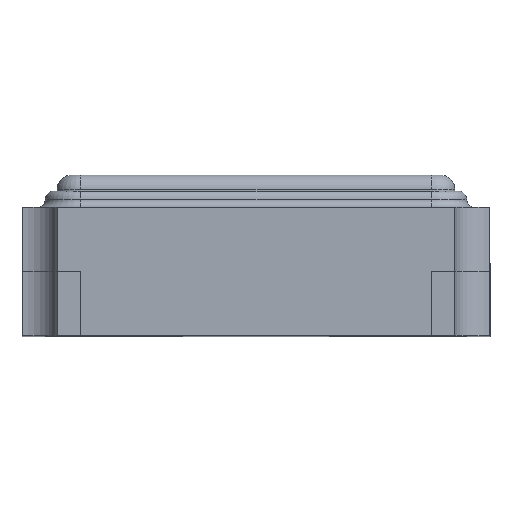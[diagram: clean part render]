
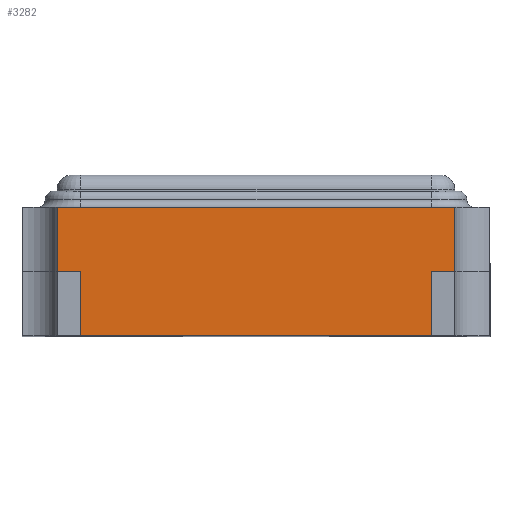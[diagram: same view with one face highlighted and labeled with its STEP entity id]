
A CAD part, top view. The second image highlights one B-rep face of the part: STEP entity #3282.
In plain terms, the highlighted planar face has unit normal (0, 0, 1).
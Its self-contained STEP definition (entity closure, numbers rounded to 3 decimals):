
#302 = VERTEX_POINT ( 'NONE', #2150 ) ;
#311 = VERTEX_POINT ( 'NONE', #1475 ) ;
#428 = ORIENTED_EDGE ( 'NONE', *, *, #891, .F. ) ;
#490 = DIRECTION ( 'NONE',  ( -1., 0., 0. ) ) ;
#599 = DIRECTION ( 'NONE',  ( 0., 1., 0. ) ) ;
#618 = CARTESIAN_POINT ( 'NONE',  ( 0.68, 0.44, 1. ) ) ;
#620 = ORIENTED_EDGE ( 'NONE', *, *, #1902, .F. ) ;
#658 = DIRECTION ( 'NONE',  ( -1., 0., 0. ) ) ;
#675 = LINE ( 'NONE', #3051, #2366 ) ;
#760 = VERTEX_POINT ( 'NONE', #1300 ) ;
#891 = EDGE_CURVE ( 'NONE', #3159, #1626, #2548, .T. ) ;
#932 = VECTOR ( 'NONE', #2904, 1000. ) ;
#1056 = LINE ( 'NONE', #2006, #2021 ) ;
#1067 = LINE ( 'NONE', #3442, #3054 ) ;
#1161 = CARTESIAN_POINT ( 'NONE',  ( -0.68, 0.22, 1. ) ) ;
#1263 = CARTESIAN_POINT ( 'NONE',  ( -0.68, 0.44, 1. ) ) ;
#1284 = AXIS2_PLACEMENT_3D ( 'NONE', #1662, #3173, #490 ) ;
#1300 = CARTESIAN_POINT ( 'NONE',  ( 0.68, 0.22, 1. ) ) ;
#1311 = EDGE_CURVE ( 'NONE', #2042, #302, #1056, .T. ) ;
#1321 = VERTEX_POINT ( 'NONE', #2324 ) ;
#1428 = EDGE_CURVE ( 'NONE', #760, #1321, #1454, .T. ) ;
#1454 = LINE ( 'NONE', #1814, #3084 ) ;
#1475 = CARTESIAN_POINT ( 'NONE',  ( -0.68, 0.22, 1. ) ) ;
#1532 = LINE ( 'NONE', #1263, #3444 ) ;
#1626 = VERTEX_POINT ( 'NONE', #618 ) ;
#1658 = CARTESIAN_POINT ( 'NONE',  ( -0.8, 0.44, 1. ) ) ;
#1662 = CARTESIAN_POINT ( 'NONE',  ( -0.8, 3.001, 1. ) ) ;
#1669 = EDGE_CURVE ( 'NONE', #1321, #2180, #1696, .T. ) ;
#1696 = LINE ( 'NONE', #1961, #932 ) ;
#1814 = CARTESIAN_POINT ( 'NONE',  ( 0.68, 0.22, 1. ) ) ;
#1902 = EDGE_CURVE ( 'NONE', #1626, #760, #675, .T. ) ;
#1927 = ORIENTED_EDGE ( 'NONE', *, *, #3366, .F. ) ;
#1961 = CARTESIAN_POINT ( 'NONE',  ( 0.6, 1.095, 1. ) ) ;
#2006 = CARTESIAN_POINT ( 'NONE',  ( -0.6, 1.095, 1. ) ) ;
#2021 = VECTOR ( 'NONE', #3802, 1000. ) ;
#2042 = VERTEX_POINT ( 'NONE', #3690 ) ;
#2065 = DIRECTION ( 'NONE',  ( -1., 0., 0. ) ) ;
#2093 = CARTESIAN_POINT ( 'NONE',  ( -0.68, 0.44, 1. ) ) ;
#2129 = ORIENTED_EDGE ( 'NONE', *, *, #1669, .F. ) ;
#2150 = CARTESIAN_POINT ( 'NONE',  ( -0.6, 0., 1. ) ) ;
#2180 = VERTEX_POINT ( 'NONE', #3766 ) ;
#2324 = CARTESIAN_POINT ( 'NONE',  ( 0.6, 0.22, 1. ) ) ;
#2366 = VECTOR ( 'NONE', #2772, 1000. ) ;
#2523 = ORIENTED_EDGE ( 'NONE', *, *, #2838, .T. ) ;
#2548 = LINE ( 'NONE', #1658, #3269 ) ;
#2710 = EDGE_CURVE ( 'NONE', #311, #3159, #1532, .T. ) ;
#2772 = DIRECTION ( 'NONE',  ( 0., -1., 0. ) ) ;
#2838 = EDGE_CURVE ( 'NONE', #302, #2180, #1067, .T. ) ;
#2875 = ORIENTED_EDGE ( 'NONE', *, *, #2710, .F. ) ;
#2904 = DIRECTION ( 'NONE',  ( 0., -1., 0. ) ) ;
#3026 = VECTOR ( 'NONE', #658, 1000. ) ;
#3051 = CARTESIAN_POINT ( 'NONE',  ( 0.68, 0.44, 1. ) ) ;
#3054 = VECTOR ( 'NONE', #3741, 1000. ) ;
#3084 = VECTOR ( 'NONE', #2065, 1000. ) ;
#3122 = ORIENTED_EDGE ( 'NONE', *, *, #1428, .F. ) ;
#3159 = VERTEX_POINT ( 'NONE', #2093 ) ;
#3165 = DIRECTION ( 'NONE',  ( 1., 0., 0. ) ) ;
#3173 = DIRECTION ( 'NONE',  ( 0., 0., -1. ) ) ;
#3269 = VECTOR ( 'NONE', #3165, 1000. ) ;
#3282 = ADVANCED_FACE ( 'NONE', ( #3779 ), #3515, .F. ) ;
#3366 = EDGE_CURVE ( 'NONE', #2042, #311, #3858, .T. ) ;
#3379 = EDGE_LOOP ( 'NONE', ( #2875, #1927, #3823, #2523, #2129, #3122, #620, #428 ) ) ;
#3442 = CARTESIAN_POINT ( 'NONE',  ( -0.8, 0., 1. ) ) ;
#3444 = VECTOR ( 'NONE', #599, 1000. ) ;
#3515 = PLANE ( 'NONE',  #1284 ) ;
#3690 = CARTESIAN_POINT ( 'NONE',  ( -0.6, 0.22, 1. ) ) ;
#3741 = DIRECTION ( 'NONE',  ( 1., 0., 0. ) ) ;
#3766 = CARTESIAN_POINT ( 'NONE',  ( 0.6, 0., 1. ) ) ;
#3779 = FACE_OUTER_BOUND ( 'NONE', #3379, .T. ) ;
#3802 = DIRECTION ( 'NONE',  ( 0., -1., 0. ) ) ;
#3823 = ORIENTED_EDGE ( 'NONE', *, *, #1311, .T. ) ;
#3858 = LINE ( 'NONE', #1161, #3026 ) ;
